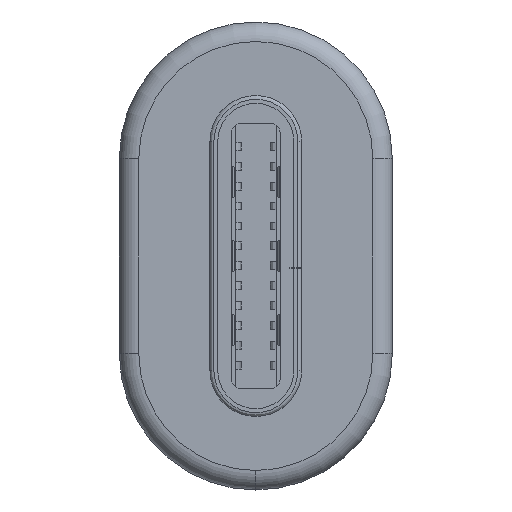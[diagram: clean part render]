
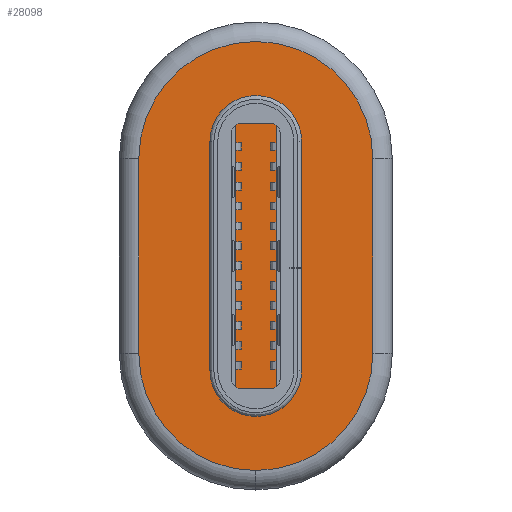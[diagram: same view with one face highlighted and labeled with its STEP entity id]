
A CAD part, left-side view. The second image highlights one B-rep face of the part: STEP entity #28098.
In plain terms, the highlighted planar face has unit normal (-1, 0, 0).
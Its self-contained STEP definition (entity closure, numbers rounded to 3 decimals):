
#1012 = DIRECTION ( 'NONE',  ( -1., 0., 0. ) ) ;
#1558 = DIRECTION ( 'NONE',  ( 0., 0., -1. ) ) ;
#3235 = VECTOR ( 'NONE', #6735, 1000. ) ;
#3912 = DIRECTION ( 'NONE',  ( 0., 0., -1. ) ) ;
#4562 = EDGE_CURVE ( 'NONE', #10359, #30614, #17730, .T. ) ;
#5099 = ORIENTED_EDGE ( 'NONE', *, *, #4562, .T. ) ;
#5351 = DIRECTION ( 'NONE',  ( 0., 0., -1. ) ) ;
#5979 = VERTEX_POINT ( 'NONE', #12552 ) ;
#6735 = DIRECTION ( 'NONE',  ( 0., 0., 1. ) ) ;
#8605 = ORIENTED_EDGE ( 'NONE', *, *, #8738, .T. ) ;
#8738 = EDGE_CURVE ( 'NONE', #22193, #5979, #19015, .T. ) ;
#8968 = AXIS2_PLACEMENT_3D ( 'NONE', #21583, #26268, #14338 ) ;
#9115 = EDGE_LOOP ( 'NONE', ( #23950, #5099, #13479, #8605, #24813 ) ) ;
#9266 = CARTESIAN_POINT ( 'NONE',  ( 0., 3., -2.5 ) ) ;
#9386 = EDGE_CURVE ( 'NONE', #30614, #22193, #12926, .T. ) ;
#10359 = VERTEX_POINT ( 'NONE', #22316 ) ;
#10387 = CARTESIAN_POINT ( 'NONE',  ( 0., 0., 2.5 ) ) ;
#10854 = CARTESIAN_POINT ( 'NONE',  ( 0., 0., -2.5 ) ) ;
#11493 = CARTESIAN_POINT ( 'NONE',  ( 0., -3., 2.5 ) ) ;
#12034 = VECTOR ( 'NONE', #5351, 1000. ) ;
#12398 = AXIS2_PLACEMENT_3D ( 'NONE', #10854, #16024, #3912 ) ;
#12552 = CARTESIAN_POINT ( 'NONE',  ( 0., 3., 2.5 ) ) ;
#12797 = LINE ( 'NONE', #24326, #12034 ) ;
#12926 = LINE ( 'NONE', #13835, #3235 ) ;
#13479 = ORIENTED_EDGE ( 'NONE', *, *, #9386, .T. ) ;
#13835 = CARTESIAN_POINT ( 'NONE',  ( 0., -3., 2.5 ) ) ;
#13915 = CARTESIAN_POINT ( 'NONE',  ( 0., -3., -2.5 ) ) ;
#14338 = DIRECTION ( 'NONE',  ( 0., 0., -1. ) ) ;
#14995 = FACE_OUTER_BOUND ( 'NONE', #9115, .T. ) ;
#16024 = DIRECTION ( 'NONE',  ( -1., 0., 0. ) ) ;
#16776 = EDGE_CURVE ( 'NONE', #5979, #21003, #12797, .T. ) ;
#17730 = CIRCLE ( 'NONE', #8968, 3. ) ;
#17865 = AXIS2_PLACEMENT_3D ( 'NONE', #25637, #27932, #1558 ) ;
#19015 = CIRCLE ( 'NONE', #25529, 3. ) ;
#20087 = DIRECTION ( 'NONE',  ( 0., 0., -1. ) ) ;
#21003 = VERTEX_POINT ( 'NONE', #9266 ) ;
#21583 = CARTESIAN_POINT ( 'NONE',  ( 0., 0., -2.5 ) ) ;
#22193 = VERTEX_POINT ( 'NONE', #11493 ) ;
#22316 = CARTESIAN_POINT ( 'NONE',  ( 0., 0., -5.5 ) ) ;
#23950 = ORIENTED_EDGE ( 'NONE', *, *, #28899, .T. ) ;
#24326 = CARTESIAN_POINT ( 'NONE',  ( 0., 3., 2.5 ) ) ;
#24813 = ORIENTED_EDGE ( 'NONE', *, *, #16776, .T. ) ;
#25529 = AXIS2_PLACEMENT_3D ( 'NONE', #10387, #1012, #20087 ) ;
#25532 = PLANE ( 'NONE',  #17865 ) ;
#25637 = CARTESIAN_POINT ( 'NONE',  ( 0., 0., 2.5 ) ) ;
#26268 = DIRECTION ( 'NONE',  ( -1., 0., 0. ) ) ;
#27932 = DIRECTION ( 'NONE',  ( 1., 0., 0. ) ) ;
#28098 = ADVANCED_FACE ( 'NONE', ( #14995 ), #25532, .F. ) ;
#28899 = EDGE_CURVE ( 'NONE', #21003, #10359, #30685, .T. ) ;
#30614 = VERTEX_POINT ( 'NONE', #13915 ) ;
#30685 = CIRCLE ( 'NONE', #12398, 3. ) ;
